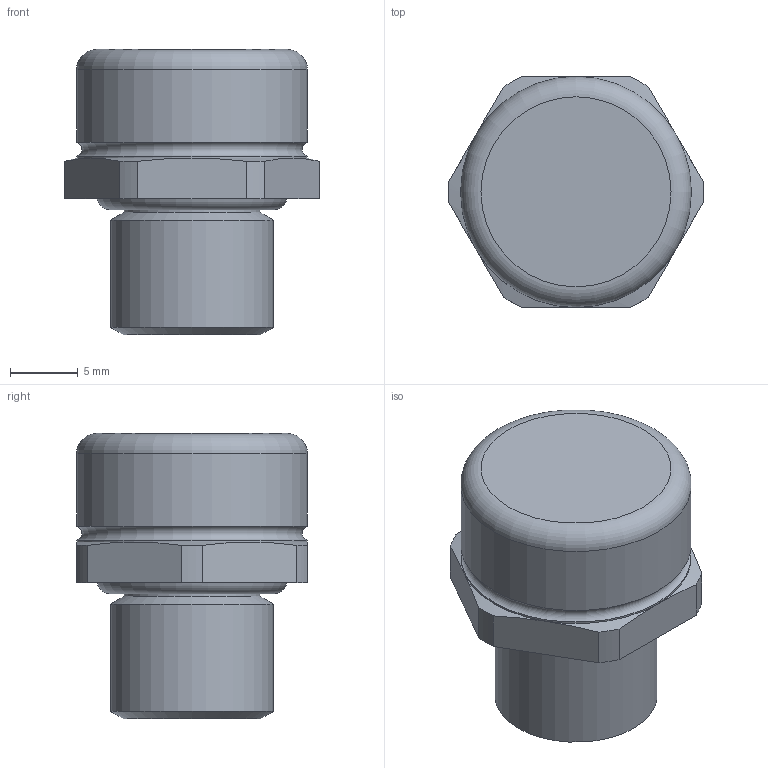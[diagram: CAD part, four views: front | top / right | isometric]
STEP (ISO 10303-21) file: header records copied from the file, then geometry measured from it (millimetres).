
FILE_DESCRIPTION((''),'2;1');
FILE_NAME('BBVP-01L.stp','2012-10-11T10:09:29',('mustafa'),(''),'Autodesk Inventor 2013','Autodesk Inventor 2013','');
FILE_SCHEMA(('AUTOMOTIVE_DESIGN { 1 0 10303 214 1 1 1 1 }'));
Length unit declared in the file: inch
Products named in the file (1): M12x1.5 HAVALANDIRMA TAPASI TL10_Shrinkwrap_1
Bounding box: 18.79 x 17 x 21 mm (x, y, z)
Volume: 3635.3 mm3; surface area: 1509.1 mm2
Topology: 1 solids, 1 shells, 32 faces, 70 edges, 43 vertices
Faces by surface type: plane 11, cylinder 10, cone 8, torus 3
Full cylindrical faces by diameter (mm): 10 x1, 11.968 x1, 17 x2
Entity records: 846 total; most frequent: CARTESIAN_POINT 159, DIRECTION 144, ORIENTED_EDGE 120, AXIS2_PLACEMENT_3D 63, EDGE_CURVE 60, EDGE_LOOP 44, VERTEX_POINT 42, FACE_OUTER_BOUND 32
